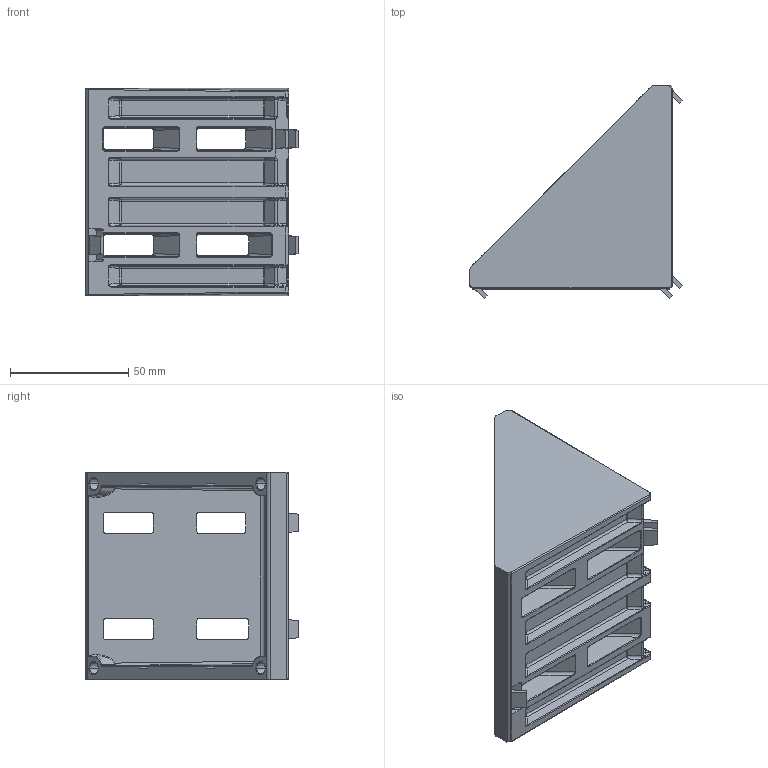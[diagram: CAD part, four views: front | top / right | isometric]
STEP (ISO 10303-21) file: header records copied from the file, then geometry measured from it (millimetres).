
FILE_DESCRIPTION (( 'STEP AP203' ), '1' );
FILE_NAME ('084.305.029.STEP', '2013-01-25T15:24:57', ( 'Alusic' ), ( 'Alusic' ), 'SwSTEP 2.0', 'SolidWorks 2011', '' );
FILE_SCHEMA (( 'CONFIG_CONTROL_DESIGN' ));
Length unit declared in the file: millimetre
Products named in the file (1): 084.305.029
Bounding box: 89.98 x 89.98 x 88 mm (x, y, z)
Volume: 126027.5 mm3; surface area: 50700.7 mm2
Topology: 1 solids, 1 shells, 687 faces, 1656 edges, 951 vertices
Faces by surface type: cylinder 263, bspline 244, plane 152, cone 28
Entity records: 25466 total; most frequent: CARTESIAN_POINT 11239, ORIENTED_EDGE 3262, DIRECTION 2556, EDGE_CURVE 1631, VERTEX_POINT 951, AXIS2_PLACEMENT_3D 923, LINE 710, VECTOR 710
